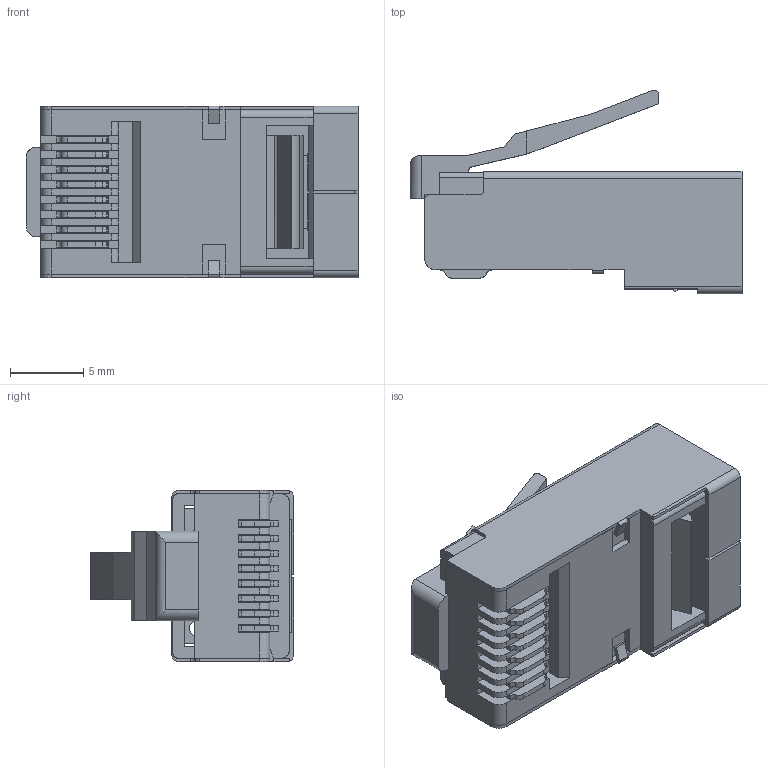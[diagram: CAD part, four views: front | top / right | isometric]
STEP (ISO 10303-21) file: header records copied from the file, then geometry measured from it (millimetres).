
FILE_DESCRIPTION (( 'STEP AP203' ), '1' );
FILE_NAME ('810100703417_3D.STEP', '2022-07-26T21:30:09', ( '' ), ( '' ), 'SwSTEP 2.0', 'SolidWorks 2021', '' );
FILE_SCHEMA (( 'CONFIG_CONTROL_DESIGN' ));
Length unit declared in the file: inch
Products named in the file (1): 810100703417_3D
Bounding box: 22.6 x 13.87 x 11.68 mm (x, y, z)
Volume: 1057.2 mm3; surface area: 3720.5 mm2
Topology: 11 solids, 11 shells, 551 faces, 1639 edges, 1084 vertices
Faces by surface type: plane 405, cylinder 130, bspline 16
Entity records: 19649 total; most frequent: CARTESIAN_POINT 4946, ORIENTED_EDGE 3278, DIRECTION 2749, EDGE_CURVE 1639, LINE 1279, VECTOR 1279, VERTEX_POINT 1084, AXIS2_PLACEMENT_3D 735
